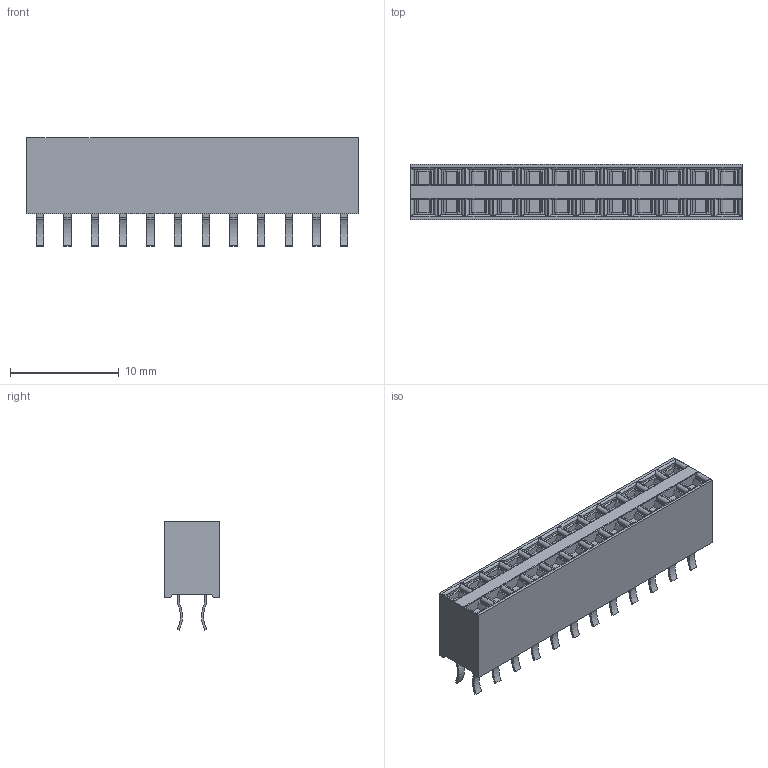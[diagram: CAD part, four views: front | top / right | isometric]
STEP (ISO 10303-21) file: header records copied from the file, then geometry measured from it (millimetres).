
FILE_DESCRIPTION((''),'2;1');
FILE_NAME('C-1-215307-2','2016-02-02T',('workeradm'),('Tyco Electronics Ltd.'),'CREO PARAMETRIC BY PTC INC, 2015200','CREO PARAMETRIC BY PTC INC, 2015200','');
FILE_SCHEMA(('AUTOMOTIVE_DESIGN { 1 0 10303 214 1 1 1 1 }'));
Length unit declared in the file: millimetre
Products named in the file (1): C-1-215307-2
Bounding box: 30.48 x 5.06 x 10 mm (x, y, z)
Volume: 1002.9 mm3; surface area: 1167.5 mm2
Topology: 1 solids, 1 shells, 690 faces, 1917 edges, 1278 vertices
Faces by surface type: plane 498, cylinder 192
Entity records: 22389 total; most frequent: CARTESIAN_POINT 4535, ORIENTED_EDGE 3834, DIRECTION 3489, EDGE_CURVE 1917, VECTOR 1533, LINE 1533, VERTEX_POINT 1278, AXIS2_PLACEMENT_3D 978
